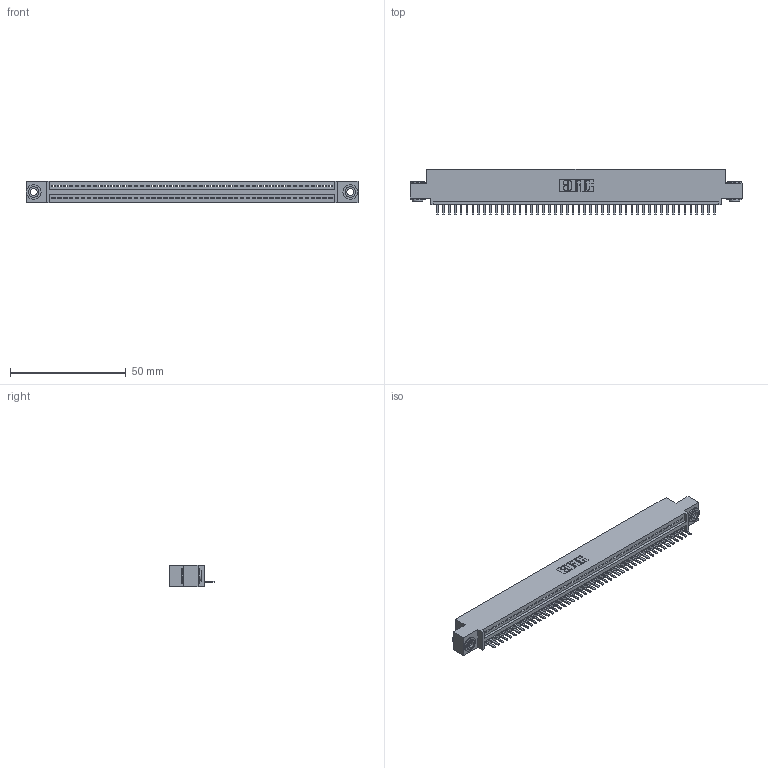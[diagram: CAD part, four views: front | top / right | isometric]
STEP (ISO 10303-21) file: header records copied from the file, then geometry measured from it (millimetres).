
FILE_DESCRIPTION (( 'STEP AP203' ), '1' );
FILE_NAME ('395-048-520-403.STEP', '2018-11-19T16:22:16', ( '' ), ( '' ), 'SwSTEP 2.0', 'SolidWorks 2016', '' );
FILE_SCHEMA (( 'CONFIG_CONTROL_DESIGN' ));
Length unit declared in the file: inch
Products named in the file (4): 345-292-001_345-293-120; 395-048-520-403; 345-250-002_345-250-002-102; 345 Part_0.110 Offset - 0.156 Dia-TH
Assembly tree (51 placements, depth 2):
  395-048-520-403
    345 Part_0.110 Offset - 0.156 Dia-TH
    345-292-001_345-293-120  x48
    345-250-002_345-250-002-102  x2
Bounding box: 143.13 x 19.68 x 9.4 mm (x, y, z)
Volume: 13451.6 mm3; surface area: 17802.2 mm2
Topology: 51 solids, 51 shells, 3144 faces, 9261 edges, 6042 vertices
Faces by surface type: plane 2110, cylinder 1026, cone 8
Entity records: 36214 total; most frequent: CARTESIAN_POINT 6263, ORIENTED_EDGE 6226, DIRECTION 5479, EDGE_CURVE 3113, VECTOR 2761, LINE 2761, VERTEX_POINT 2070, AXIS2_PLACEMENT_3D 1359
